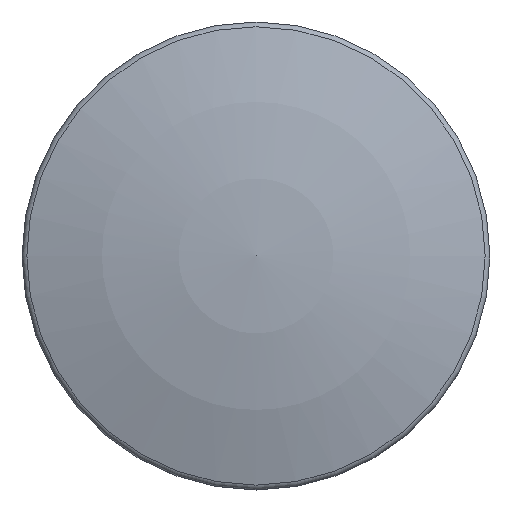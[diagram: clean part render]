
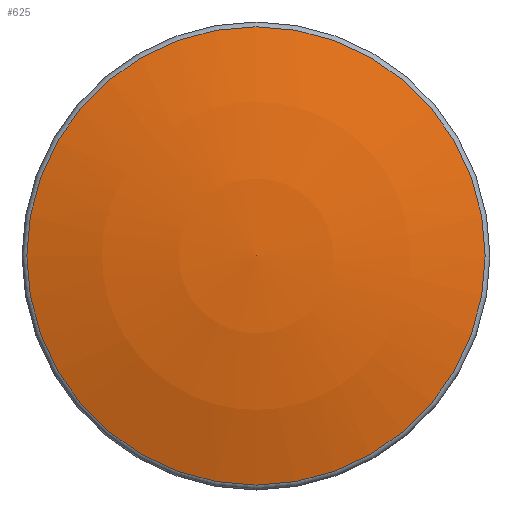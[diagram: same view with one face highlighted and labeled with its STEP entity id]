
A CAD part, top view. The second image highlights one B-rep face of the part: STEP entity #625.
In plain terms, the highlighted spherical face has radius 23 mm.
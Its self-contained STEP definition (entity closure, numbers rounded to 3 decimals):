
#54=ORIENTED_EDGE('',*,*,#124,.F.);
#124=EDGE_CURVE('',#159,#159,#194,.T.);
#159=VERTEX_POINT('',#884);
#194=CIRCLE('',#667,6.759);
#229=EDGE_LOOP('',(#54));
#299=FACE_BOUND('',#229,.T.);
#369=SPHERICAL_SURFACE('',#666,23.);
#625=ADVANCED_FACE('',(#299),#369,.T.);
#666=AXIS2_PLACEMENT_3D('',#882,#739,#740);
#667=AXIS2_PLACEMENT_3D('',#883,#741,#742);
#739=DIRECTION('',(0.,0.,-1.));
#740=DIRECTION('',(0.,1.,0.));
#741=DIRECTION('',(0.,0.,-1.));
#742=DIRECTION('',(-1.,0.,0.));
#882=CARTESIAN_POINT('',(0.,0.,-1.));
#883=CARTESIAN_POINT('',(0.,0.,20.985));
#884=CARTESIAN_POINT('',(-6.759,0.,20.985));
